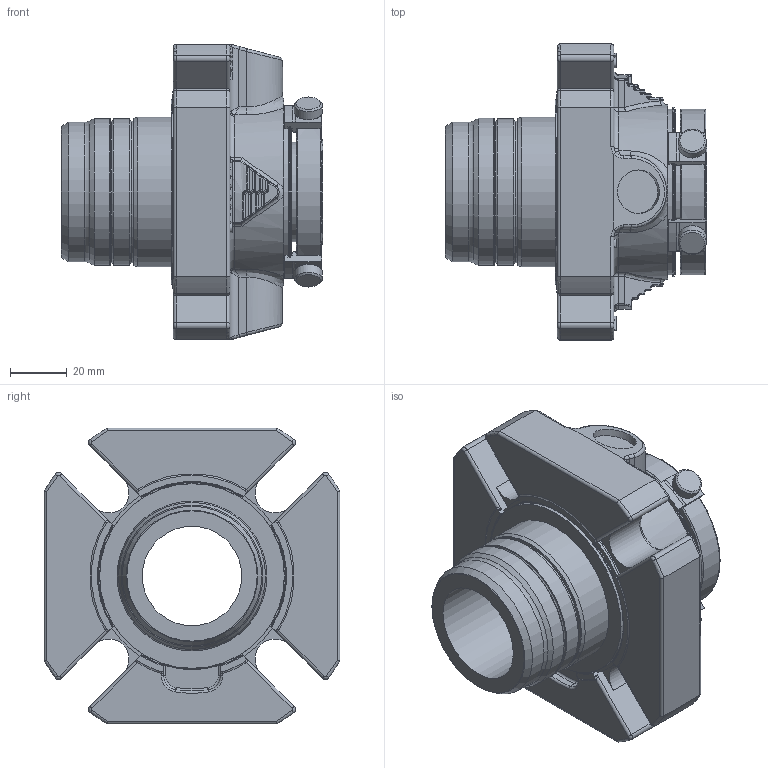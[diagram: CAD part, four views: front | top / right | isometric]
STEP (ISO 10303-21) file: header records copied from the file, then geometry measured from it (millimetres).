
FILE_DESCRIPTION(/* description */ ('Unknown'),/* implementation_level */ '2;1');
FILE_NAME(/* name */ '35mm - STEP',/* time_stamp */ '2023-01-26T14:12:07+00:00',/* author */ ('Unknown'),/* organization */ ('Unknown'),/* preprocessor_version */ 'ST-DEVELOPER v16.7',/* originating_system */ 'Solid Edge',/* authorisation */ 'Unknown');
FILE_SCHEMA (('AUTOMOTIVE_DESIGN {1 0 10303 214 3 1 1}'));
Length unit declared in the file: millimetre
Products named in the file (1): 35mm - 3
Bounding box: 92 x 104.14 x 104.14 mm (x, y, z)
Volume: 276823 mm3; surface area: 58787.7 mm2
Topology: 1 solids, 1 shells, 1063 faces, 2722 edges, 1685 vertices
Faces by surface type: cylinder 400, plane 322, torus 140, bspline 122, cone 41, sphere 38
Full cylindrical faces by diameter (mm): 3.628 x2, 9.89 x4, 15.342 x2, 35.001 x1, 35.103 x1, 36.982 x1, 49.073 x1, 49.733 x2, 51.791 x1, 51.816 x1, 52.756 x1, 58.166 x3, 59.69 x1, 62.154 x1, 65 x1, 65.1 x1, 65.507 x1, 65.761 x1
Entity records: 41286 total; most frequent: CARTESIAN_POINT 8899, ORIENTED_EDGE 5258, DIRECTION 5145, EDGE_CURVE 2629, AXIS2_PLACEMENT_3D 1978, VERTEX_POINT 1666, LINE 1189, VECTOR 1189
